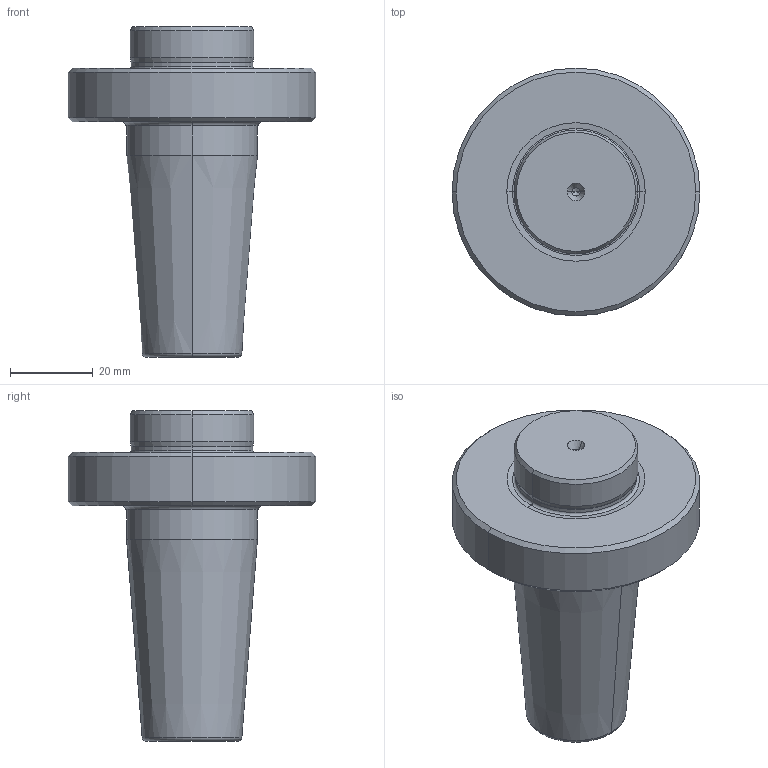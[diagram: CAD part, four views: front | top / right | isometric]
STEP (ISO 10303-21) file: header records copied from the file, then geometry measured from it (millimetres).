
FILE_DESCRIPTION((''),'2;1');
FILE_NAME('606397419-000-00-E43_ASM','2023-08-28T08:52:54',('schmiedtm'),(''),'CREO PARAMETRIC BY PTC INC, 2021184','CREO PARAMETRIC BY PTC INC, 2021184','');
FILE_SCHEMA(('AP242_MANAGED_MODEL_BASED_3D_ENGINEERING_MIM_LF { 1 0 10303 442 1 1 4 }'));
Length unit declared in the file: millimetre
Products named in the file (1): 606397419-000-00-E43_ASM
Bounding box: 60 x 60 x 80 mm (x, y, z)
Surface area: 14803.5 mm2 (no closed solid volume)
Topology: 0 solids, 1 shells, 44 faces, 91 edges, 55 vertices
Faces by surface type: cone 16, cylinder 12, torus 10, plane 6
Entity records: 1644 total; most frequent: DIRECTION 252, CARTESIAN_POINT 193, ORIENTED_EDGE 172, AXIS2_PLACEMENT_3D 109, PRESENTATION_STYLE_ASSIGNMENT 96, STYLED_ITEM 96, CURVE_STYLE 95, EDGE_CURVE 86
